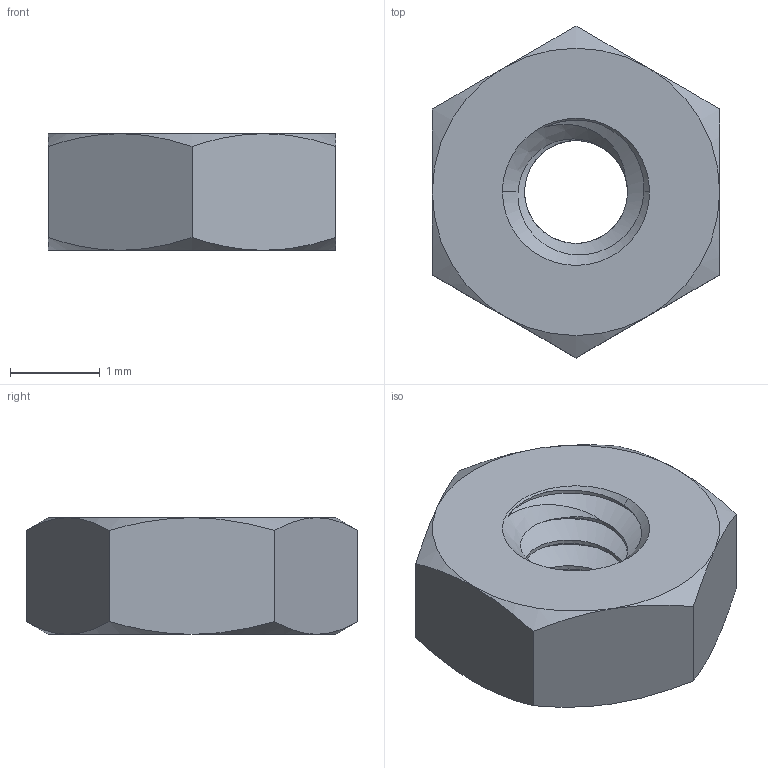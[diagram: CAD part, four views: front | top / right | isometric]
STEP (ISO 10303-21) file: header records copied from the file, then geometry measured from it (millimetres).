
FILE_DESCRIPTION (( 'STEP AP203' ), '1' );
FILE_NAME ('90591A109_ZINC-PLATED STEEL HEX NUT.STEP', '2021-05-14T14:05:04', ( 'Administrator' ), ( 'Managed by Terraform' ), 'SwSTEP 2.0', 'SolidWorks 2017', '' );
FILE_SCHEMA (( 'CONFIG_CONTROL_DESIGN' ));
Length unit declared in the file: inch
Products named in the file (1): 90591A109_ZINC-PLATED STEEL HEX NUT
Bounding box: 3.2 x 3.69 x 1.3 mm (x, y, z)
Volume: 9.4 mm3; surface area: 36.8 mm2
Topology: 1 solids, 1 shells, 35 faces, 91 edges, 58 vertices
Faces by surface type: cone 16, cylinder 8, plane 8, bspline 3
Entity records: 1739 total; most frequent: CARTESIAN_POINT 930, ORIENTED_EDGE 182, DIRECTION 115, EDGE_CURVE 91, VERTEX_POINT 58, AXIS2_PLACEMENT_3D 49, B_SPLINE_CURVE_WITH_KNOTS 40, EDGE_LOOP 37
